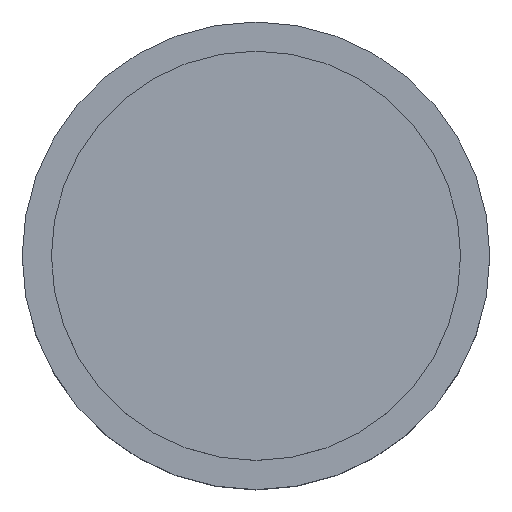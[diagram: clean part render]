
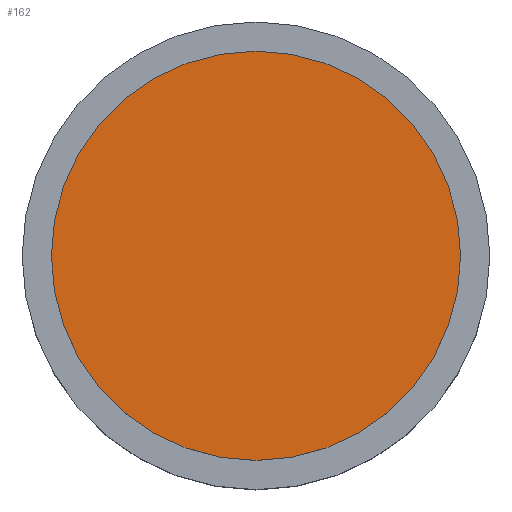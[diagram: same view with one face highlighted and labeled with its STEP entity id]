
A CAD part, top view. The second image highlights one B-rep face of the part: STEP entity #162.
In plain terms, the highlighted planar face has unit normal (0, 0, 1).
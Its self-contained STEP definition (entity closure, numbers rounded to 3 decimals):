
#123=CARTESIAN_POINT('',(-1.75,0.,1.65));
#124=VERTEX_POINT('',#123);
#131=CARTESIAN_POINT('',(1.75,0.,1.65));
#132=VERTEX_POINT('',#131);
#133=CARTESIAN_POINT('',(0.,0.,1.65));
#134=DIRECTION('',(0.,0.,1.));
#135=DIRECTION('',(1.,0.,-0.));
#136=AXIS2_PLACEMENT_3D('',#133,#134,#135);
#137=CIRCLE('',#136,1.75);
#138=EDGE_CURVE('',#132,#124,#137,.T.);
#140=CARTESIAN_POINT('',(0.,0.,1.65));
#141=DIRECTION('',(0.,0.,1.));
#142=DIRECTION('',(1.,0.,-0.));
#143=AXIS2_PLACEMENT_3D('',#140,#141,#142);
#144=CIRCLE('',#143,1.75);
#145=EDGE_CURVE('',#124,#132,#144,.T.);
#153=CARTESIAN_POINT('',(0.,0.,1.65));
#154=DIRECTION('',(0.,0.,1.));
#155=DIRECTION('',(1.,0.,0.));
#156=AXIS2_PLACEMENT_3D('',#153,#154,#155);
#157=PLANE('',#156);
#158=ORIENTED_EDGE('',*,*,#138,.T.);
#159=ORIENTED_EDGE('',*,*,#145,.T.);
#160=EDGE_LOOP('',(#158,#159));
#161=FACE_BOUND('',#160,.T.);
#162=ADVANCED_FACE('',(#161),#157,.T.);
